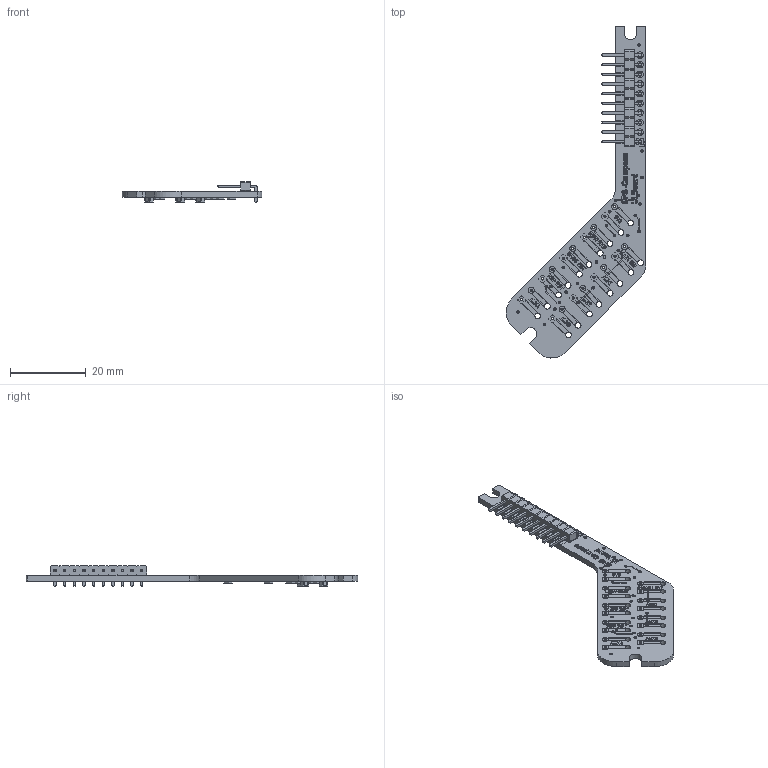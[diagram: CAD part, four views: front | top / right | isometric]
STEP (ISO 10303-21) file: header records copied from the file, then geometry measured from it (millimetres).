
FILE_DESCRIPTION(('KiCad electronic assembly'),'2;1');
FILE_NAME('GPS-Compass_UI.step','2025-12-09T00:11:22',('Pcbnew'),( 'Kicad'),'Open CASCADE STEP processor 7.9','KiCad to STEP converter' ,'Unknown');
FILE_SCHEMA(('AUTOMOTIVE_DESIGN { 1 0 10303 214 1 1 1 1 }'));
Length unit declared in the file: millimetre
Products named in the file (9): GPS-Compass_UI 1; PinHeader_1x10_P2.54mm_Horizontal; R_0805_2012Metric; C_0805_2012Metric; GPS-Compass_UI_copper; GPS-Compass_UI_pad; GPS-Compass_UI_via; GPS-Compass_UI_silkscreen; GPS-Compass_UI_PCB
Assembly tree (17 placements, depth 2):
  GPS-Compass_UI 1
    PinHeader_1x10_P2.54mm_Horizontal
    R_0805_2012Metric  x8
    C_0805_2012Metric  x3
    GPS-Compass_UI_copper
    GPS-Compass_UI_pad
    GPS-Compass_UI_via
    GPS-Compass_UI_silkscreen
    GPS-Compass_UI_PCB
Bounding box: 36.8 x 87.66 x 5.54 mm (x, y, z)
Volume: 1973.7 mm3; surface area: 4498.2 mm2
Topology: 214 solids, 337 shells, 2211 faces, 7132 edges, 5500 vertices
Faces by surface type: plane 1486, cylinder 725
Full cylindrical faces by diameter (mm): 0.25 x33, 0.275 x62, 0.3 x31, 0.55 x54, 0.6 x36, 0.7 x34, 0.95 x30, 1 x20, 1.5 x18, 1.6 x18, 1.7 x18
Entity records: 77403 total; most frequent: CARTESIAN_POINT 13599, DIRECTION 12212, ORIENTED_EDGE 10676, EDGE_CURVE 6512, VERTEX_POINT 5096, LINE 4794, VECTOR 4794, AXIS2_PLACEMENT_3D 3709
